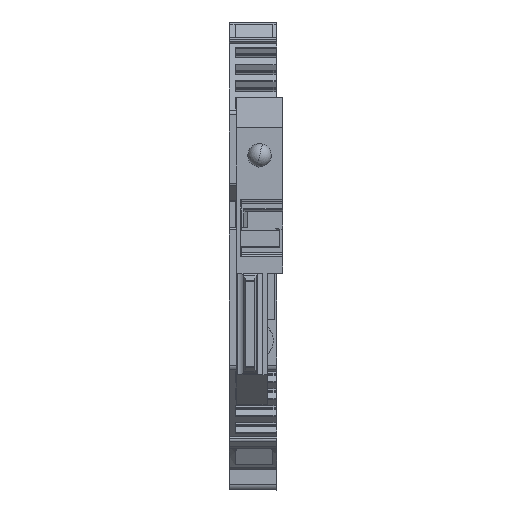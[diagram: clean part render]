
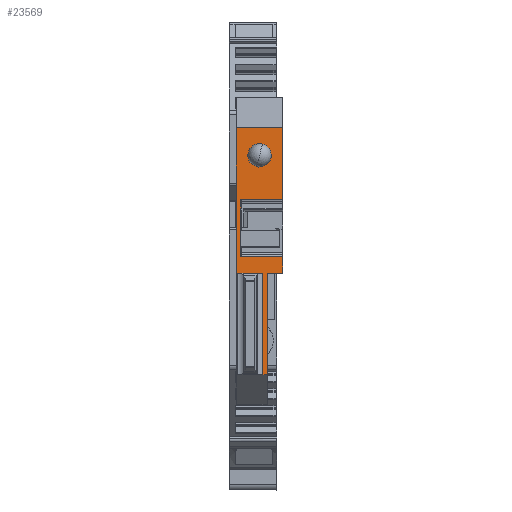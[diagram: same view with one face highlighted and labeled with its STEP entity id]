
A CAD part, top view. The second image highlights one B-rep face of the part: STEP entity #23569.
In plain terms, the highlighted planar face has unit normal (0, 0, 1).
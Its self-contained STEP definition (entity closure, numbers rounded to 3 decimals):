
#23504=AXIS2_PLACEMENT_3D('Plane Axis2P3D',#23501,#23502,#23503) ;
#20942=CARTESIAN_POINT('Vertex',(1.505,37.075,82.35)) ;
#21009=CARTESIAN_POINT('Vertex',(1.505,29.775,82.35)) ;
#22743=CARTESIAN_POINT('Vertex',(1.455,29.775,82.35)) ;
#22750=CARTESIAN_POINT('Vertex',(1.455,37.075,82.35)) ;
#22753=CARTESIAN_POINT('Line Origine',(1.455,33.425,82.35)) ;
#22788=CARTESIAN_POINT('Line Origine',(1.48,37.075,82.35)) ;
#22815=CARTESIAN_POINT('Vertex',(6.855,37.075,82.35)) ;
#22818=CARTESIAN_POINT('Line Origine',(7.44,37.075,82.35)) ;
#22822=CARTESIAN_POINT('Vertex',(6.805,37.075,82.35)) ;
#22844=CARTESIAN_POINT('Line Origine',(4.13,37.075,82.35)) ;
#22861=CARTESIAN_POINT('Line Origine',(1.48,29.775,82.35)) ;
#22878=CARTESIAN_POINT('Line Origine',(4.13,29.775,82.35)) ;
#22882=CARTESIAN_POINT('Vertex',(6.805,29.775,82.35)) ;
#22912=CARTESIAN_POINT('Vertex',(6.855,29.775,82.35)) ;
#22915=CARTESIAN_POINT('Line Origine',(7.44,29.775,82.35)) ;
#22927=CARTESIAN_POINT('Line Origine',(5.855,27.682,82.35)) ;
#22931=CARTESIAN_POINT('Vertex',(4.855,27.682,82.35)) ;
#22933=CARTESIAN_POINT('Vertex',(6.855,27.682,82.35)) ;
#22972=CARTESIAN_POINT('Vertex',(6.855,46.307,82.35)) ;
#22975=CARTESIAN_POINT('Line Origine',(6.855,41.691,82.35)) ;
#22980=CARTESIAN_POINT('Line Origine',(6.855,28.728,82.35)) ;
#23037=CARTESIAN_POINT('Vertex',(0.905,46.307,82.35)) ;
#23040=CARTESIAN_POINT('Line Origine',(3.88,46.307,82.35)) ;
#23286=CARTESIAN_POINT('Line Origine',(2.686,27.684,82.35)) ;
#23290=CARTESIAN_POINT('Vertex',(3.298,27.684,82.35)) ;
#23292=CARTESIAN_POINT('Vertex',(2.075,27.684,82.35)) ;
#23295=CARTESIAN_POINT('Line Origine',(1.765,27.684,82.35)) ;
#23299=CARTESIAN_POINT('Vertex',(1.455,27.684,82.35)) ;
#23302=CARTESIAN_POINT('Line Origine',(1.264,27.684,82.35)) ;
#23306=CARTESIAN_POINT('Vertex',(1.073,27.684,82.35)) ;
#23356=CARTESIAN_POINT('Vertex',(4.298,27.684,82.35)) ;
#23359=CARTESIAN_POINT('Line Origine',(3.798,27.684,82.35)) ;
#23381=CARTESIAN_POINT('Line Origine',(4.855,21.171,82.35)) ;
#23385=CARTESIAN_POINT('Vertex',(4.855,14.66,82.35)) ;
#23457=CARTESIAN_POINT('Vertex',(0.905,14.66,82.35)) ;
#23460=CARTESIAN_POINT('Line Origine',(0.905,30.484,82.35)) ;
#23501=CARTESIAN_POINT('Axis2P3D Location',(2.673,14.66,82.35)) ;
#23506=CARTESIAN_POINT('Line Origine',(1.073,21.172,82.35)) ;
#23510=CARTESIAN_POINT('Vertex',(1.073,14.66,82.35)) ;
#23513=CARTESIAN_POINT('Line Origine',(4.298,21.172,82.35)) ;
#23517=CARTESIAN_POINT('Vertex',(4.298,14.66,82.35)) ;
#23520=CARTESIAN_POINT('Line Origine',(4.551,14.66,82.35)) ;
#23524=CARTESIAN_POINT('Vertex',(4.805,14.66,82.35)) ;
#23527=CARTESIAN_POINT('Line Origine',(4.83,14.66,82.35)) ;
#23532=CARTESIAN_POINT('Line Origine',(0.93,14.66,82.35)) ;
#23536=CARTESIAN_POINT('Vertex',(0.955,14.66,82.35)) ;
#23539=CARTESIAN_POINT('Line Origine',(1.014,14.66,82.35)) ;
#22754=DIRECTION('Vector Direction',(0.,-1.,0.)) ;
#22789=DIRECTION('Vector Direction',(1.,0.,0.)) ;
#22819=DIRECTION('Vector Direction',(1.,0.,0.)) ;
#22845=DIRECTION('Vector Direction',(-1.,0.,0.)) ;
#22862=DIRECTION('Vector Direction',(-1.,0.,0.)) ;
#22879=DIRECTION('Vector Direction',(-1.,0.,0.)) ;
#22916=DIRECTION('Vector Direction',(1.,0.,0.)) ;
#22928=DIRECTION('Vector Direction',(1.,0.,0.)) ;
#22976=DIRECTION('Vector Direction',(0.,1.,0.)) ;
#22981=DIRECTION('Vector Direction',(0.,1.,0.)) ;
#23041=DIRECTION('Vector Direction',(1.,0.,0.)) ;
#23287=DIRECTION('Vector Direction',(-1.,0.,0.)) ;
#23296=DIRECTION('Vector Direction',(-1.,0.,0.)) ;
#23303=DIRECTION('Vector Direction',(-1.,0.,0.)) ;
#23360=DIRECTION('Vector Direction',(-1.,0.,0.)) ;
#23382=DIRECTION('Vector Direction',(0.,1.,0.)) ;
#23461=DIRECTION('Vector Direction',(0.,1.,0.)) ;
#23502=DIRECTION('Axis2P3D Direction',(0.,0.,-1.)) ;
#23503=DIRECTION('Axis2P3D XDirection',(0.,1.,0.)) ;
#23507=DIRECTION('Vector Direction',(0.,-1.,0.)) ;
#23514=DIRECTION('Vector Direction',(0.,-1.,0.)) ;
#23521=DIRECTION('Vector Direction',(1.,0.,0.)) ;
#23528=DIRECTION('Vector Direction',(1.,0.,0.)) ;
#23533=DIRECTION('Vector Direction',(1.,0.,0.)) ;
#23540=DIRECTION('Vector Direction',(1.,0.,0.)) ;
#22755=VECTOR('Line Direction',#22754,1.) ;
#22790=VECTOR('Line Direction',#22789,1.) ;
#22820=VECTOR('Line Direction',#22819,1.) ;
#22846=VECTOR('Line Direction',#22845,1.) ;
#22863=VECTOR('Line Direction',#22862,1.) ;
#22880=VECTOR('Line Direction',#22879,1.) ;
#22917=VECTOR('Line Direction',#22916,1.) ;
#22929=VECTOR('Line Direction',#22928,1.) ;
#22977=VECTOR('Line Direction',#22976,1.) ;
#22982=VECTOR('Line Direction',#22981,1.) ;
#23042=VECTOR('Line Direction',#23041,1.) ;
#23288=VECTOR('Line Direction',#23287,1.) ;
#23297=VECTOR('Line Direction',#23296,1.) ;
#23304=VECTOR('Line Direction',#23303,1.) ;
#23361=VECTOR('Line Direction',#23360,1.) ;
#23383=VECTOR('Line Direction',#23382,1.) ;
#23462=VECTOR('Line Direction',#23461,1.) ;
#23508=VECTOR('Line Direction',#23507,1.) ;
#23515=VECTOR('Line Direction',#23514,1.) ;
#23522=VECTOR('Line Direction',#23521,1.) ;
#23529=VECTOR('Line Direction',#23528,1.) ;
#23534=VECTOR('Line Direction',#23533,1.) ;
#23541=VECTOR('Line Direction',#23540,1.) ;
#23545=ORIENTED_EDGE('',*,*,#23512,.F.) ;
#23546=ORIENTED_EDGE('',*,*,#23308,.F.) ;
#23547=ORIENTED_EDGE('',*,*,#23301,.F.) ;
#23548=ORIENTED_EDGE('',*,*,#23294,.F.) ;
#23549=ORIENTED_EDGE('',*,*,#23363,.F.) ;
#23550=ORIENTED_EDGE('',*,*,#23519,.T.) ;
#23551=ORIENTED_EDGE('',*,*,#23526,.T.) ;
#23552=ORIENTED_EDGE('',*,*,#23531,.T.) ;
#23553=ORIENTED_EDGE('',*,*,#23387,.F.) ;
#23554=ORIENTED_EDGE('',*,*,#22935,.T.) ;
#23555=ORIENTED_EDGE('',*,*,#22984,.T.) ;
#23556=ORIENTED_EDGE('',*,*,#22919,.F.) ;
#23557=ORIENTED_EDGE('',*,*,#22884,.T.) ;
#23558=ORIENTED_EDGE('',*,*,#22865,.T.) ;
#23559=ORIENTED_EDGE('',*,*,#22757,.F.) ;
#23560=ORIENTED_EDGE('',*,*,#22792,.T.) ;
#23561=ORIENTED_EDGE('',*,*,#22848,.F.) ;
#23562=ORIENTED_EDGE('',*,*,#22824,.T.) ;
#23563=ORIENTED_EDGE('',*,*,#22979,.T.) ;
#23564=ORIENTED_EDGE('',*,*,#23044,.F.) ;
#23565=ORIENTED_EDGE('',*,*,#23464,.F.) ;
#23566=ORIENTED_EDGE('',*,*,#23538,.T.) ;
#23567=ORIENTED_EDGE('',*,*,#23543,.T.) ;
#23569=ADVANCED_FACE('32810 SIHA 3_G20.1\\KLTR_SIHA3_G20.1\\SIHA3 GESCHLOSSEN',(#23568),#23505,.F.) ;
#22757=EDGE_CURVE('',#22751,#22744,#22756,.T.) ;
#22792=EDGE_CURVE('',#22751,#20943,#22791,.T.) ;
#22824=EDGE_CURVE('',#22823,#22816,#22821,.T.) ;
#22848=EDGE_CURVE('',#22823,#20943,#22847,.T.) ;
#22865=EDGE_CURVE('',#21010,#22744,#22864,.T.) ;
#22884=EDGE_CURVE('',#22883,#21010,#22881,.T.) ;
#22919=EDGE_CURVE('',#22883,#22913,#22918,.T.) ;
#22935=EDGE_CURVE('',#22932,#22934,#22930,.T.) ;
#22979=EDGE_CURVE('',#22816,#22973,#22978,.T.) ;
#22984=EDGE_CURVE('',#22934,#22913,#22983,.T.) ;
#23044=EDGE_CURVE('',#23038,#22973,#23043,.T.) ;
#23294=EDGE_CURVE('',#23291,#23293,#23289,.T.) ;
#23301=EDGE_CURVE('',#23293,#23300,#23298,.T.) ;
#23308=EDGE_CURVE('',#23300,#23307,#23305,.T.) ;
#23363=EDGE_CURVE('',#23357,#23291,#23362,.T.) ;
#23387=EDGE_CURVE('',#22932,#23386,#23384,.F.) ;
#23464=EDGE_CURVE('',#23458,#23038,#23463,.T.) ;
#23512=EDGE_CURVE('',#23307,#23511,#23509,.T.) ;
#23519=EDGE_CURVE('',#23357,#23518,#23516,.T.) ;
#23526=EDGE_CURVE('',#23518,#23525,#23523,.T.) ;
#23531=EDGE_CURVE('',#23525,#23386,#23530,.T.) ;
#23538=EDGE_CURVE('',#23458,#23537,#23535,.T.) ;
#23543=EDGE_CURVE('',#23537,#23511,#23542,.T.) ;
#23544=EDGE_LOOP('',(#23545,#23546,#23547,#23548,#23549,#23550,#23551,#23552,#23553,#23554,#23555,#23556,#23557,#23558,#23559,#23560,#23561,#23562,#23563,#23564,#23565,#23566,#23567)) ;
#23568=FACE_OUTER_BOUND('',#23544,.T.) ;
#22756=LINE('Line',#22753,#22755) ;
#22791=LINE('Line',#22788,#22790) ;
#22821=LINE('Line',#22818,#22820) ;
#22847=LINE('Line',#22844,#22846) ;
#22864=LINE('Line',#22861,#22863) ;
#22881=LINE('Line',#22878,#22880) ;
#22918=LINE('Line',#22915,#22917) ;
#22930=LINE('Line',#22927,#22929) ;
#22978=LINE('Line',#22975,#22977) ;
#22983=LINE('Line',#22980,#22982) ;
#23043=LINE('Line',#23040,#23042) ;
#23289=LINE('Line',#23286,#23288) ;
#23298=LINE('Line',#23295,#23297) ;
#23305=LINE('Line',#23302,#23304) ;
#23362=LINE('Line',#23359,#23361) ;
#23384=LINE('Line',#23381,#23383) ;
#23463=LINE('Line',#23460,#23462) ;
#23509=LINE('Line',#23506,#23508) ;
#23516=LINE('Line',#23513,#23515) ;
#23523=LINE('Line',#23520,#23522) ;
#23530=LINE('Line',#23527,#23529) ;
#23535=LINE('Line',#23532,#23534) ;
#23542=LINE('Line',#23539,#23541) ;
#23505=PLANE('',#23504) ;
#20943=VERTEX_POINT('',#20942) ;
#21010=VERTEX_POINT('',#21009) ;
#22744=VERTEX_POINT('',#22743) ;
#22751=VERTEX_POINT('',#22750) ;
#22816=VERTEX_POINT('',#22815) ;
#22823=VERTEX_POINT('',#22822) ;
#22883=VERTEX_POINT('',#22882) ;
#22913=VERTEX_POINT('',#22912) ;
#22932=VERTEX_POINT('',#22931) ;
#22934=VERTEX_POINT('',#22933) ;
#22973=VERTEX_POINT('',#22972) ;
#23038=VERTEX_POINT('',#23037) ;
#23291=VERTEX_POINT('',#23290) ;
#23293=VERTEX_POINT('',#23292) ;
#23300=VERTEX_POINT('',#23299) ;
#23307=VERTEX_POINT('',#23306) ;
#23357=VERTEX_POINT('',#23356) ;
#23386=VERTEX_POINT('',#23385) ;
#23458=VERTEX_POINT('',#23457) ;
#23511=VERTEX_POINT('',#23510) ;
#23518=VERTEX_POINT('',#23517) ;
#23525=VERTEX_POINT('',#23524) ;
#23537=VERTEX_POINT('',#23536) ;
